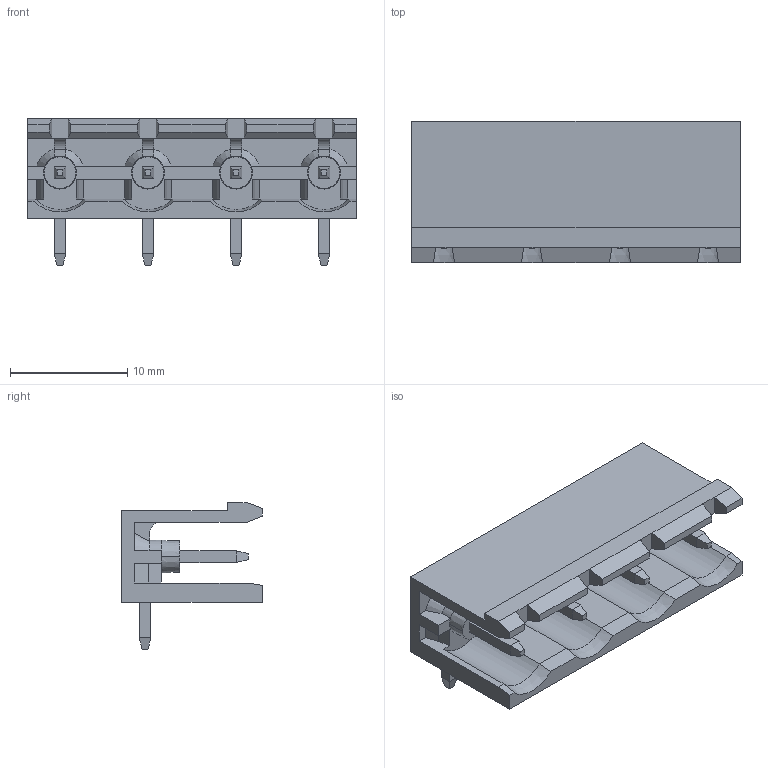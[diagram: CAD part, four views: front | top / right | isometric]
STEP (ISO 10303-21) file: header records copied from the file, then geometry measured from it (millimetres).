
FILE_DESCRIPTION((''),'2;1');
FILE_NAME('WJ2EDGR-750-4P-00A','2017-03-16T',('QZY'),(''),'CREO PARAMETRIC BY PTC INC, 2014440','CREO PARAMETRIC BY PTC INC, 2014440','');
FILE_SCHEMA(('CONFIG_CONTROL_DESIGN'));
Length unit declared in the file: millimetre
Products named in the file (1): WJ2EDGR-750-4P-00A
Bounding box: 28 x 12 x 12.5 mm (x, y, z)
Volume: 1109.7 mm3; surface area: 2271.8 mm2
Topology: 1 solids, 1 shells, 319 faces, 867 edges, 546 vertices
Faces by surface type: plane 279, cone 20, cylinder 20
Entity records: 9928 total; most frequent: CARTESIAN_POINT 1838, ORIENTED_EDGE 1734, DIRECTION 1569, EDGE_CURVE 867, VECTOR 755, LINE 755, VERTEX_POINT 546, AXIS2_PLACEMENT_3D 407
